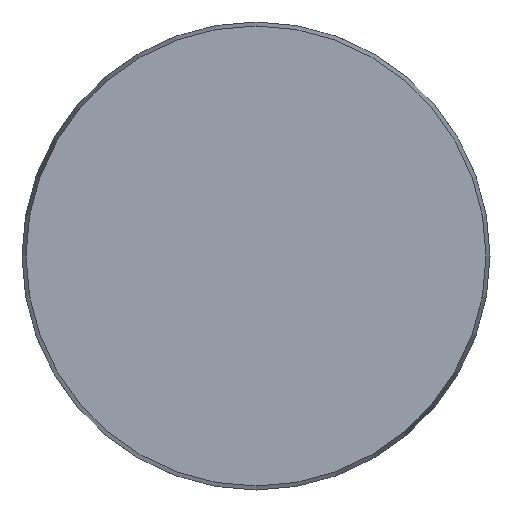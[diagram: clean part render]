
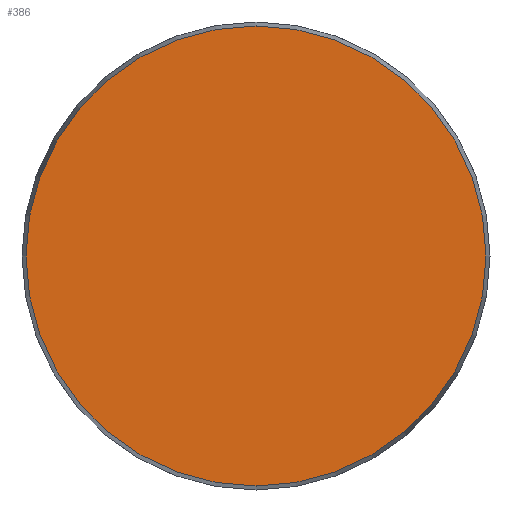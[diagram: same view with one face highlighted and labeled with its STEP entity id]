
A CAD part, front view. The second image highlights one B-rep face of the part: STEP entity #386.
In plain terms, the highlighted planar face has unit normal (0, -1, 0).
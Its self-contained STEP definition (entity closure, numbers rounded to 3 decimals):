
#91 = EDGE_CURVE ( 'NONE', #173, #686, #318, .T. ) ;
#120 = EDGE_CURVE ( 'NONE', #686, #173, #722, .T. ) ;
#173 = VERTEX_POINT ( 'NONE', #640 ) ;
#258 = AXIS2_PLACEMENT_3D ( 'NONE', #864, #1268, #357 ) ;
#318 = CIRCLE ( 'NONE', #1134, 49.143 ) ;
#357 = DIRECTION ( 'NONE',  ( 0., 0., 1. ) ) ;
#379 = EDGE_LOOP ( 'NONE', ( #1035, #917 ) ) ;
#386 = ADVANCED_FACE ( 'NONE', ( #684 ), #895, .F. ) ;
#510 = DIRECTION ( 'NONE',  ( 0., -1., 0. ) ) ;
#603 = DIRECTION ( 'NONE',  ( 0., -1., 0. ) ) ;
#640 = CARTESIAN_POINT ( 'NONE',  ( 0., 0., -49.143 ) ) ;
#684 = FACE_OUTER_BOUND ( 'NONE', #379, .T. ) ;
#686 = VERTEX_POINT ( 'NONE', #777 ) ;
#713 = CARTESIAN_POINT ( 'NONE',  ( 0., 0., 0. ) ) ;
#722 = CIRCLE ( 'NONE', #873, 49.143 ) ;
#777 = CARTESIAN_POINT ( 'NONE',  ( 0., 0., 49.143 ) ) ;
#799 = DIRECTION ( 'NONE',  ( 0., 0., -1. ) ) ;
#823 = CARTESIAN_POINT ( 'NONE',  ( 0., 0., 0. ) ) ;
#864 = CARTESIAN_POINT ( 'NONE',  ( -49.143, 0., 0. ) ) ;
#873 = AXIS2_PLACEMENT_3D ( 'NONE', #713, #510, #1327 ) ;
#895 = PLANE ( 'NONE',  #258 ) ;
#917 = ORIENTED_EDGE ( 'NONE', *, *, #91, .T. ) ;
#1035 = ORIENTED_EDGE ( 'NONE', *, *, #120, .T. ) ;
#1134 = AXIS2_PLACEMENT_3D ( 'NONE', #823, #603, #799 ) ;
#1268 = DIRECTION ( 'NONE',  ( 0., 1., 0. ) ) ;
#1327 = DIRECTION ( 'NONE',  ( 0., 0., -1. ) ) ;
